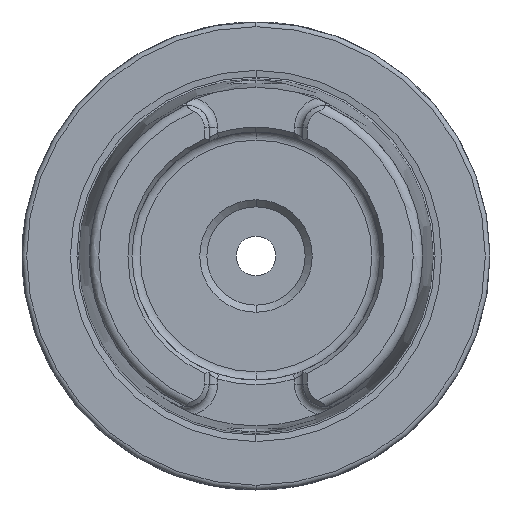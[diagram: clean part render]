
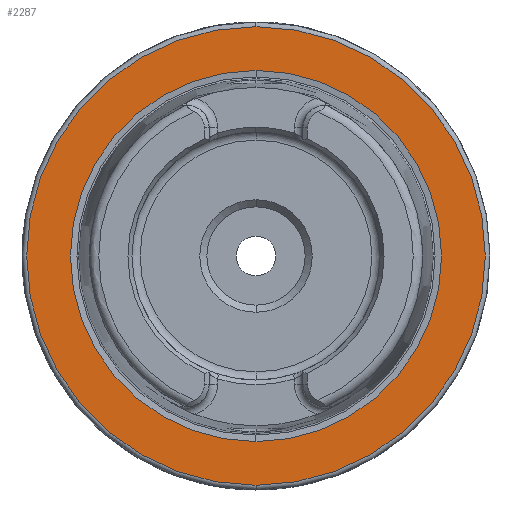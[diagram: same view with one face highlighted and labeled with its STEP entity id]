
A CAD part, left-side view. The second image highlights one B-rep face of the part: STEP entity #2287.
In plain terms, the highlighted planar face has unit normal (-1, 0, 0).
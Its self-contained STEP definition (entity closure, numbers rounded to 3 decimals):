
#22 = EDGE_CURVE ( 'NONE', #23, #24, #2585, .T. ) ;
#23 = VERTEX_POINT ( 'NONE', #2617 ) ;
#24 = VERTEX_POINT ( 'NONE', #2616 ) ;
#78 = VERTEX_POINT ( 'NONE', #4616 ) ;
#80 = EDGE_CURVE ( 'NONE', #81, #78, #4615, .T. ) ;
#81 = VERTEX_POINT ( 'NONE', #4887 ) ;
#2205 = EDGE_CURVE ( 'NONE', #24, #23, #7579, .T. ) ;
#2217 = EDGE_LOOP ( 'NONE', ( #2348, #2349 ) ) ;
#2287 = ADVANCED_FACE ( 'NONE', ( #6614, #6613 ), #6607, .T. ) ;
#2331 = ORIENTED_EDGE ( 'NONE', *, *, #22, .F. ) ;
#2338 = ORIENTED_EDGE ( 'NONE', *, *, #2205, .F. ) ;
#2348 = ORIENTED_EDGE ( 'NONE', *, *, #80, .T. ) ;
#2349 = ORIENTED_EDGE ( 'NONE', *, *, #2350, .T. ) ;
#2350 = EDGE_CURVE ( 'NONE', #78, #81, #6816, .T. ) ;
#2351 = EDGE_LOOP ( 'NONE', ( #2331, #2338 ) ) ;
#2583 = CARTESIAN_POINT ( 'NONE',  ( 0., 0., 0. ) ) ;
#2584 = AXIS2_PLACEMENT_3D ( 'NONE', #2583, #2619, #2618 ) ;
#2585 = CIRCLE ( 'NONE', #2584, 49. ) ;
#2616 = CARTESIAN_POINT ( 'NONE',  ( 0., 0., 49. ) ) ;
#2617 = CARTESIAN_POINT ( 'NONE',  ( 0., 0., -49. ) ) ;
#2618 = DIRECTION ( 'NONE',  ( 0., 0., -1. ) ) ;
#2619 = DIRECTION ( 'NONE',  ( 1., 0., 0. ) ) ;
#4611 = DIRECTION ( 'NONE',  ( 0., 0., -1. ) ) ;
#4612 = DIRECTION ( 'NONE',  ( 1., 0., 0. ) ) ;
#4613 = CARTESIAN_POINT ( 'NONE',  ( 0., 0., 0. ) ) ;
#4614 = AXIS2_PLACEMENT_3D ( 'NONE', #4613, #4612, #4611 ) ;
#4615 = CIRCLE ( 'NONE', #4614, 39.647 ) ;
#4616 = CARTESIAN_POINT ( 'NONE',  ( 0., 0., -39.647 ) ) ;
#4887 = CARTESIAN_POINT ( 'NONE',  ( 0., 0., 39.647 ) ) ;
#6606 = DIRECTION ( 'NONE',  ( 0., 0., 1. ) ) ;
#6607 = PLANE ( 'NONE',  #6609 ) ;
#6608 = DIRECTION ( 'NONE',  ( -1., 0., 0. ) ) ;
#6609 = AXIS2_PLACEMENT_3D ( 'NONE', #6610, #6608, #6606 ) ;
#6610 = CARTESIAN_POINT ( 'NONE',  ( 0., 39.647, 0. ) ) ;
#6613 = FACE_OUTER_BOUND ( 'NONE', #2351, .T. ) ;
#6614 = FACE_BOUND ( 'NONE', #2217, .T. ) ;
#6816 = CIRCLE ( 'NONE', #6904, 39.647 ) ;
#6901 = DIRECTION ( 'NONE',  ( 0., 0., -1. ) ) ;
#6902 = DIRECTION ( 'NONE',  ( 1., 0., 0. ) ) ;
#6903 = CARTESIAN_POINT ( 'NONE',  ( 0., 0., 0. ) ) ;
#6904 = AXIS2_PLACEMENT_3D ( 'NONE', #6903, #6902, #6901 ) ;
#7576 = DIRECTION ( 'NONE',  ( 0., 0., -1. ) ) ;
#7577 = DIRECTION ( 'NONE',  ( 1., 0., 0. ) ) ;
#7578 = AXIS2_PLACEMENT_3D ( 'NONE', #7627, #7577, #7576 ) ;
#7579 = CIRCLE ( 'NONE', #7578, 49. ) ;
#7627 = CARTESIAN_POINT ( 'NONE',  ( 0., 0., 0. ) ) ;
